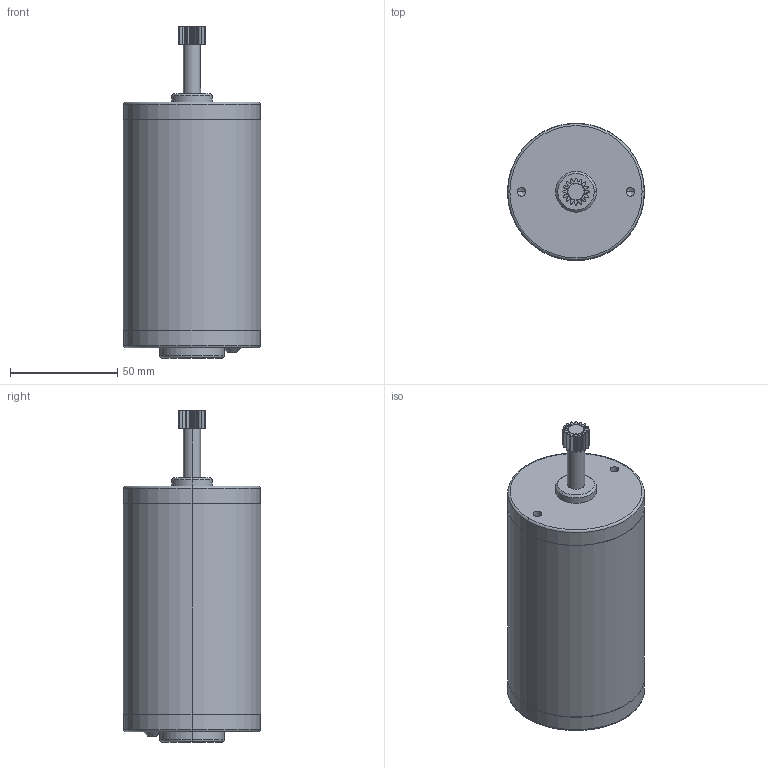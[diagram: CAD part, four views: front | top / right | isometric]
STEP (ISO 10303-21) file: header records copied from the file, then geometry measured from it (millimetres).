
FILE_DESCRIPTION (( 'STEP AP214' ), '1' );
FILE_NAME ('am-0255_16T CIM with 16T 0.7mod Pinion.STEP', '2024-11-04T15:00:50', ( '' ), ( '' ), 'SwSTEP 2.0', 'SolidWorks 2024', '' );
FILE_SCHEMA (( 'AUTOMOTIVE_DESIGN' ));
Length unit declared in the file: inch
Products named in the file (3): am-0255_16T CIM with 16T 0.7mod Pinion; 16T Cim Gear; am-0255 CIM Motor
Assembly tree (2 placements, depth 2):
  am-0255_16T CIM with 16T 0.7mod Pinion
    am-0255 CIM Motor
    16T Cim Gear
Bounding box: 64.01 x 64.01 x 154.93 mm (x, y, z)
Volume: 374477.2 mm3; surface area: 32072 mm2
Topology: 2 solids, 2 shells, 127 faces, 328 edges, 210 vertices
Faces by surface type: cylinder 95, plane 14, cone 10, torus 8
Entity records: 4072 total; most frequent: DIRECTION 792, CARTESIAN_POINT 702, ORIENTED_EDGE 648, AXIS2_PLACEMENT_3D 340, EDGE_CURVE 324, VERTEX_POINT 210, CIRCLE 208, EDGE_LOOP 138
